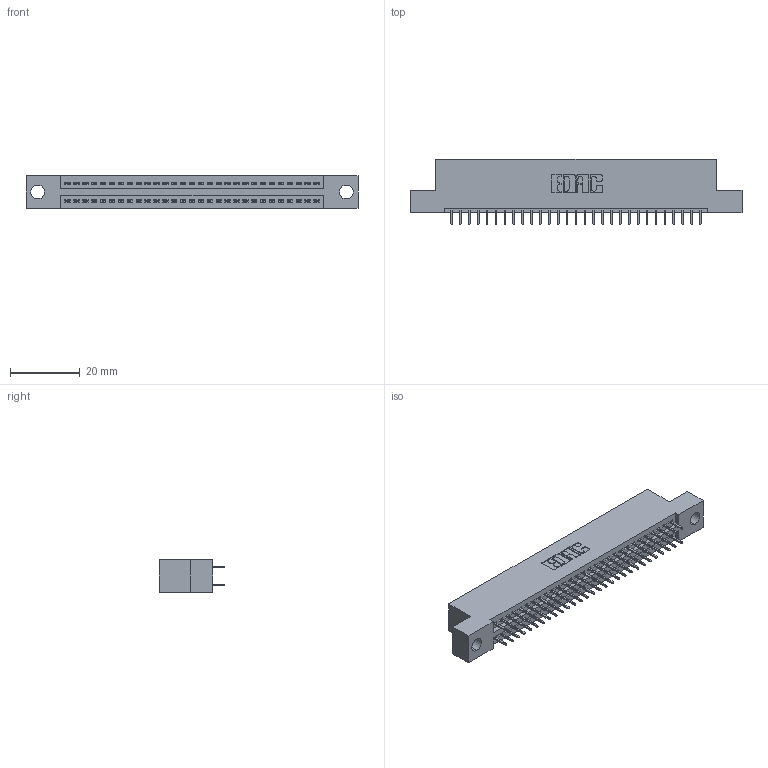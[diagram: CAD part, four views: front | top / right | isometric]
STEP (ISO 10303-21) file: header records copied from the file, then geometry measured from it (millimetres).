
FILE_DESCRIPTION (( 'STEP AP203' ), '1' );
FILE_NAME ('845-058-525-204.STEP', '2020-09-23T13:54:41', ( '' ), ( '' ), 'SwSTEP 2.0', 'SolidWorks 2020', '' );
FILE_SCHEMA (( 'CONFIG_CONTROL_DESIGN' ));
Length unit declared in the file: inch
Products named in the file (3): 345-292-001_345-293-125; 845 Part_Flush Mounting Lugs - 0.156 Dia-TH; 845-058-525-204
Assembly tree (59 placements, depth 2):
  845-058-525-204
    845 Part_Flush Mounting Lugs - 0.156 Dia-TH
    345-292-001_345-293-125  x58
Bounding box: 94.87 x 18.72 x 9.4 mm (x, y, z)
Volume: 8911.7 mm3; surface area: 12448.7 mm2
Topology: 59 solids, 59 shells, 3258 faces, 9215 edges, 5910 vertices
Faces by surface type: plane 2342, cylinder 916
Entity records: 24581 total; most frequent: CARTESIAN_POINT 4132, ORIENTED_EDGE 4066, DIRECTION 3661, EDGE_CURVE 2033, VECTOR 1789, LINE 1789, VERTEX_POINT 1350, AXIS2_PLACEMENT_3D 936
